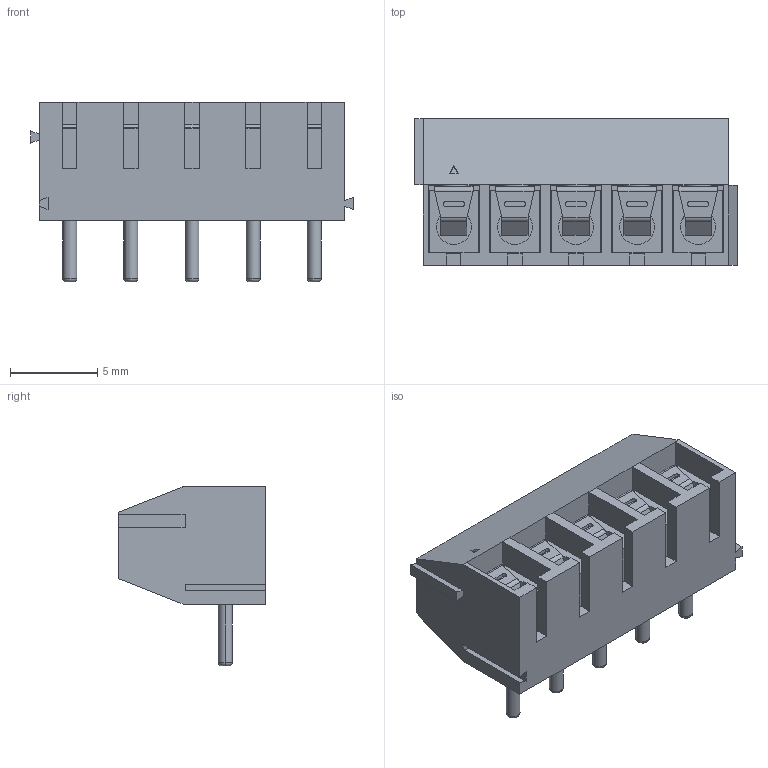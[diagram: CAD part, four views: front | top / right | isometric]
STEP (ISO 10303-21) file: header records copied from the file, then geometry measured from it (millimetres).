
FILE_DESCRIPTION (( 'STEP AP214' ), '1' );
FILE_NAME ('DG350R-3.96-05P-12-00AH.STEP', '2021-01-18T04:16:08', ( '' ), ( '' ), 'SwSTEP 2.0', 'SolidWorks 2020', '' );
FILE_SCHEMA (( 'AUTOMOTIVE_DESIGN' ));
Length unit declared in the file: millimetre
Products named in the file (1): DG350R-3.96-05P-12-00AH
Bounding box: 18.5 x 8.4 x 10.3 mm (x, y, z)
Volume: 717.9 mm3; surface area: 1581.1 mm2
Topology: 1 solids, 1 shells, 653 faces, 1712 edges, 1109 vertices
Faces by surface type: plane 347, bspline 176, cylinder 75, torus 45, cone 10
Entity records: 34893 total; most frequent: CARTESIAN_POINT 13947, ORIENTED_EDGE 3424, DIRECTION 2536, EDGE_CURVE 1712, VERTEX_POINT 1109, LINE 1060, VECTOR 1060, AXIS2_PLACEMENT_3D 738
